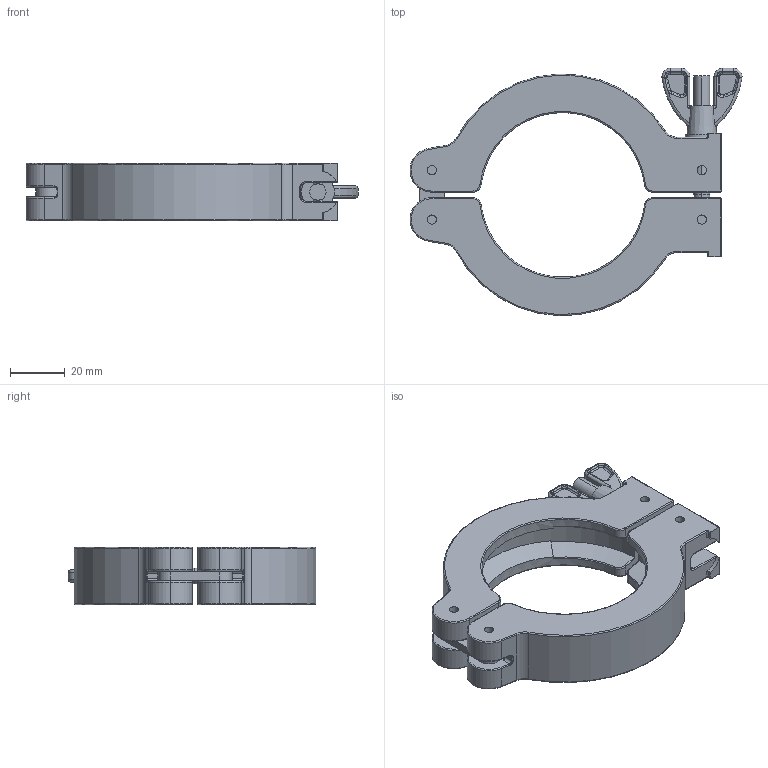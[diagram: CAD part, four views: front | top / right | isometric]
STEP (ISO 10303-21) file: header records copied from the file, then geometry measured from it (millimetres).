
FILE_DESCRIPTION (( 'STEP AP203' ), '1' );
FILE_NAME ('P101201.step', '2014-09-25T00:43:53', ( 'Rick' ), ( 'Microsoft' ), 'SwSTEP 2.0', 'SolidWorks 2014', '' );
FILE_SCHEMA (( 'CONFIG_CONTROL_DESIGN' ));
Length unit declared in the file: millimetre
Products named in the file (1): P101201
Bounding box: 120.89 x 90.07 x 21 mm (x, y, z)
Volume: 68709.5 mm3; surface area: 28189.7 mm2
Topology: 1 solids, 1 shells, 401 faces, 984 edges, 590 vertices
Faces by surface type: cylinder 182, torus 108, plane 79, cone 16, bspline 12, sphere 4
Entity records: 12583 total; most frequent: CARTESIAN_POINT 2900, DIRECTION 2200, ORIENTED_EDGE 1952, EDGE_CURVE 976, AXIS2_PLACEMENT_3D 918, VERTEX_POINT 590, CIRCLE 528, EDGE_LOOP 428
